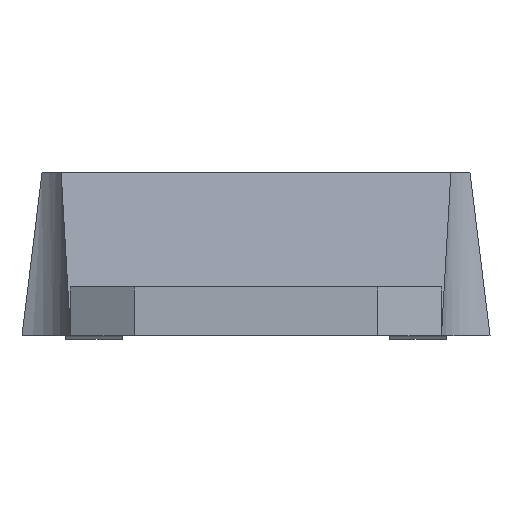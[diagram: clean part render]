
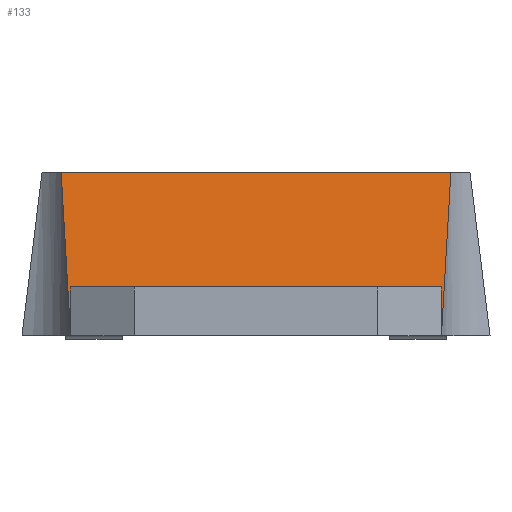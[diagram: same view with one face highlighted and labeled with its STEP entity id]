
A CAD part, front view. The second image highlights one B-rep face of the part: STEP entity #133.
In plain terms, the highlighted planar face has unit normal (0, -0.993, 0.122).
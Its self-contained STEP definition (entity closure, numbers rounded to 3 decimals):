
#71 = CARTESIAN_POINT ( 'NONE',  ( -2.644, -2.949, 0.82 ) ) ;
#81 = CARTESIAN_POINT ( 'NONE',  ( -2.615, -3.05, 0. ) ) ;
#133 = ADVANCED_FACE ( 'NONE', ( #3270 ), #4097, .F. ) ;
#253 = CARTESIAN_POINT ( 'NONE',  ( 0., -2.965, 0.689 ) ) ;
#371 = CARTESIAN_POINT ( 'NONE',  ( 2.615, -2.768, 2.3 ) ) ;
#502 = VERTEX_POINT ( 'NONE', #4233 ) ;
#835 = ORIENTED_EDGE ( 'NONE', *, *, #9815, .F. ) ;
#858 = EDGE_CURVE ( 'NONE', #502, #5046, #8840, .T. ) ;
#1047 = CARTESIAN_POINT ( 'NONE',  ( -2.615, -2.965, 0.689 ) ) ;
#1548 = CARTESIAN_POINT ( 'NONE',  ( -2.689, -2.854, 1.593 ) ) ;
#1976 = VERTEX_POINT ( 'NONE', #4084 ) ;
#3270 = FACE_OUTER_BOUND ( 'NONE', #8817, .T. ) ;
#3332 = VERTEX_POINT ( 'NONE', #13501 ) ;
#3641 = VECTOR ( 'NONE', #10422, 1000. ) ;
#3988 = ORIENTED_EDGE ( 'NONE', *, *, #12601, .T. ) ;
#4084 = CARTESIAN_POINT ( 'NONE',  ( 2.748, -2.768, 2.3 ) ) ;
#4097 = PLANE ( 'NONE',  #7151 ) ;
#4173 = ORIENTED_EDGE ( 'NONE', *, *, #6919, .F. ) ;
#4233 = CARTESIAN_POINT ( 'NONE',  ( 2.615, -2.965, 0.689 ) ) ;
#4314 = VECTOR ( 'NONE', #11943, 1000. ) ;
#4529 =( BOUNDED_CURVE ( )  B_SPLINE_CURVE ( 3, ( #7539, #6367, #11974, #6448 ),
 .UNSPECIFIED., .F., .F. ) 
 B_SPLINE_CURVE_WITH_KNOTS ( ( 4, 4 ),
 ( 0.976, 1.286 ),
 .UNSPECIFIED. ) 
 CURVE ( )  GEOMETRIC_REPRESENTATION_ITEM ( )  RATIONAL_B_SPLINE_CURVE ( ( 1., 0.992, 0.992, 1. ) ) 
 REPRESENTATION_ITEM ( '' )  );
#4584 = CARTESIAN_POINT ( 'NONE',  ( -2.615, -3.05, 0. ) ) ;
#5003 = LINE ( 'NONE', #7356, #4314 ) ;
#5046 = VERTEX_POINT ( 'NONE', #1047 ) ;
#5132 = LINE ( 'NONE', #11793, #6891 ) ;
#5288 = CARTESIAN_POINT ( 'NONE',  ( 0., -2.768, 2.3 ) ) ;
#6365 = ORIENTED_EDGE ( 'NONE', *, *, #12174, .T. ) ;
#6367 = CARTESIAN_POINT ( 'NONE',  ( 2.689, -2.854, 1.593 ) ) ;
#6448 = CARTESIAN_POINT ( 'NONE',  ( 2.615, -3.05, 0. ) ) ;
#6891 = VECTOR ( 'NONE', #7638, 1000. ) ;
#6919 = EDGE_CURVE ( 'NONE', #1976, #3332, #4529, .T. ) ;
#7151 = AXIS2_PLACEMENT_3D ( 'NONE', #5288, #7775, #9778 ) ;
#7356 = CARTESIAN_POINT ( 'NONE',  ( 0., -2.768, 2.3 ) ) ;
#7484 = VERTEX_POINT ( 'NONE', #81 ) ;
#7539 = CARTESIAN_POINT ( 'NONE',  ( 2.748, -2.768, 2.3 ) ) ;
#7638 = DIRECTION ( 'NONE',  ( 0., 0.122, 0.993 ) ) ;
#7775 = DIRECTION ( 'NONE',  ( 0., 0.993, -0.122 ) ) ;
#8410 = DIRECTION ( 'NONE',  ( 0., 0.122, 0.993 ) ) ;
#8817 = EDGE_LOOP ( 'NONE', ( #3988, #6365, #10389, #14265, #4173, #835 ) ) ;
#8840 = LINE ( 'NONE', #253, #3641 ) ;
#8955 =( BOUNDED_CURVE ( )  B_SPLINE_CURVE ( 3, ( #10246, #1548, #71, #4584 ),
 .UNSPECIFIED., .F., .F. ) 
 B_SPLINE_CURVE_WITH_KNOTS ( ( 4, 4 ),
 ( 0.976, 1.286 ),
 .UNSPECIFIED. ) 
 CURVE ( )  GEOMETRIC_REPRESENTATION_ITEM ( )  RATIONAL_B_SPLINE_CURVE ( ( 1., 0.992, 0.992, 1. ) ) 
 REPRESENTATION_ITEM ( '' )  );
#9142 = EDGE_CURVE ( 'NONE', #3332, #502, #13885, .T. ) ;
#9778 = DIRECTION ( 'NONE',  ( 1., 0., 0. ) ) ;
#9815 = EDGE_CURVE ( 'NONE', #12759, #1976, #5003, .T. ) ;
#10246 = CARTESIAN_POINT ( 'NONE',  ( -2.748, -2.768, 2.3 ) ) ;
#10389 = ORIENTED_EDGE ( 'NONE', *, *, #858, .F. ) ;
#10422 = DIRECTION ( 'NONE',  ( -1., 0., 0. ) ) ;
#11544 = VECTOR ( 'NONE', #8410, 1000. ) ;
#11793 = CARTESIAN_POINT ( 'NONE',  ( -2.615, -2.768, 2.3 ) ) ;
#11943 = DIRECTION ( 'NONE',  ( 1., 0., 0. ) ) ;
#11974 = CARTESIAN_POINT ( 'NONE',  ( 2.644, -2.949, 0.82 ) ) ;
#12174 = EDGE_CURVE ( 'NONE', #7484, #5046, #5132, .T. ) ;
#12264 = CARTESIAN_POINT ( 'NONE',  ( -2.748, -2.768, 2.3 ) ) ;
#12601 = EDGE_CURVE ( 'NONE', #12759, #7484, #8955, .T. ) ;
#12759 = VERTEX_POINT ( 'NONE', #12264 ) ;
#13501 = CARTESIAN_POINT ( 'NONE',  ( 2.615, -3.05, 0. ) ) ;
#13885 = LINE ( 'NONE', #371, #11544 ) ;
#14265 = ORIENTED_EDGE ( 'NONE', *, *, #9142, .F. ) ;
